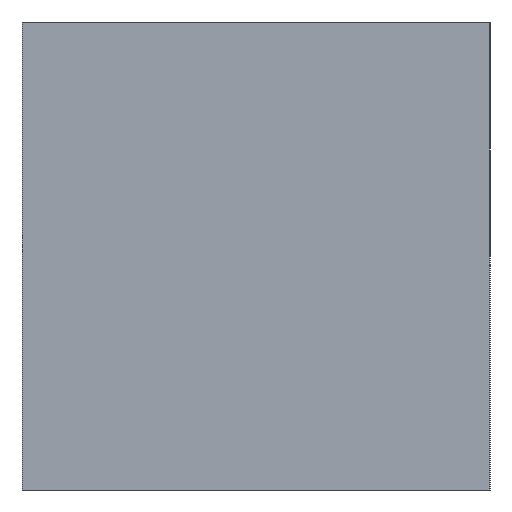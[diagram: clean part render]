
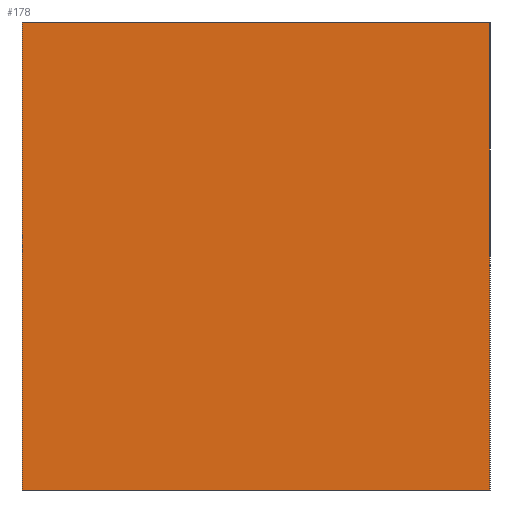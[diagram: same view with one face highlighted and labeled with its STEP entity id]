
A CAD part, left-side view. The second image highlights one B-rep face of the part: STEP entity #178.
In plain terms, the highlighted planar face has unit normal (-1, 0, 0).
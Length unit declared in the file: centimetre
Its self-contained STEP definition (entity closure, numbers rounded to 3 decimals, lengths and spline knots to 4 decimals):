
#178=ADVANCED_FACE('0:64',(#305),#306,.F.);
#305=FACE_OUTER_BOUND('',#415,.T.);
#306=PLANE('',#416);
#415=EDGE_LOOP('',(#574,#575,#576,#577));
#416=AXIS2_PLACEMENT_3D('',#578,#579,#580);
#574=ORIENTED_EDGE('',*,*,#756,.T.);
#575=ORIENTED_EDGE('',*,*,#760,.T.);
#576=ORIENTED_EDGE('',*,*,#747,.T.);
#577=ORIENTED_EDGE('',*,*,#753,.T.);
#578=CARTESIAN_POINT('',(-59.7,30.0,60.0));
#579=DIRECTION('',(1.0,0.0,0.0));
#580=DIRECTION('',(0.0,1.0,-0.0));
#747=EDGE_CURVE('0:124',#853,#854,#855,.T.);
#753=EDGE_CURVE('0:139',#854,#863,#865,.T.);
#756=EDGE_CURVE('0:145',#863,#868,#869,.T.);
#760=EDGE_CURVE('0:154',#868,#853,#874,.T.);
#853=VERTEX_POINT('',#1001);
#854=VERTEX_POINT('',#1002);
#855=LINE('',#1003,#1004);
#863=VERTEX_POINT('',#1015);
#865=LINE('',#1018,#1019);
#868=VERTEX_POINT('',#1023);
#869=LINE('',#1024,#1025);
#874=LINE('',#1032,#1033);
#1001=CARTESIAN_POINT('',(-59.7,60.0,0.0));
#1002=CARTESIAN_POINT('',(-59.7,0.0,0.0));
#1003=CARTESIAN_POINT('',(-59.7,15.025,0.0));
#1004=VECTOR('',#1160,0.01);
#1015=CARTESIAN_POINT('',(-59.7,0.0,60.0));
#1018=CARTESIAN_POINT('',(-59.7,0.0,30.0));
#1019=VECTOR('',#1165,0.01);
#1023=CARTESIAN_POINT('',(-59.7,60.0,60.0));
#1024=CARTESIAN_POINT('',(-59.7,0.0,60.0));
#1025=VECTOR('',#1167,0.01);
#1032=CARTESIAN_POINT('',(-59.7,60.0,30.0));
#1033=VECTOR('',#1170,0.01);
#1160=DIRECTION('',(0.0,-1.0,0.0));
#1165=DIRECTION('',(-0.0,0.0,1.0));
#1167=DIRECTION('',(0.0,1.0,0.0));
#1170=DIRECTION('',(0.0,-0.0,-1.0));
